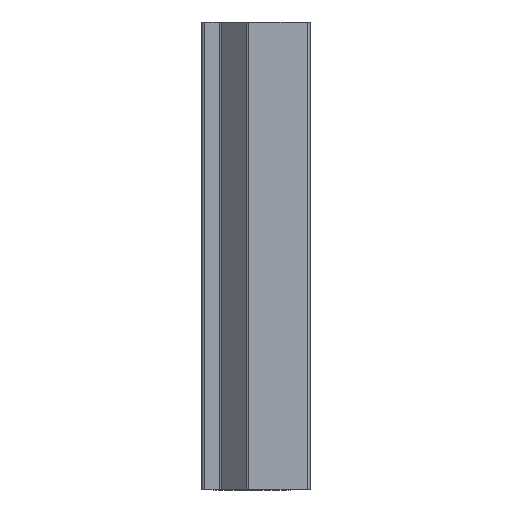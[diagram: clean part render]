
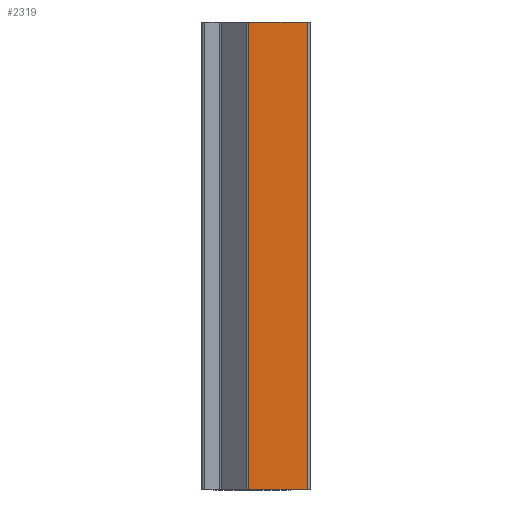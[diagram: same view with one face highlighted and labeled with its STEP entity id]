
A CAD part, left-side view. The second image highlights one B-rep face of the part: STEP entity #2319.
In plain terms, the highlighted planar face has unit normal (-1, 0, 0).
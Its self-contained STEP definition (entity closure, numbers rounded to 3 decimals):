
#226 = CARTESIAN_POINT ( 'NONE',  ( -22.25, 11.384, -86.5 ) ) ;
#231 = LINE ( 'NONE', #1911, #2534 ) ;
#451 = DIRECTION ( 'NONE',  ( 0., 0., 1. ) ) ;
#556 = CARTESIAN_POINT ( 'NONE',  ( -22.25, 0.5, 0. ) ) ;
#576 = CARTESIAN_POINT ( 'NONE',  ( -22.25, 11.384, 0. ) ) ;
#818 = DIRECTION ( 'NONE',  ( 0., 0., -1. ) ) ;
#836 = VECTOR ( 'NONE', #3099, 1000. ) ;
#902 = ORIENTED_EDGE ( 'NONE', *, *, #3268, .F. ) ;
#1031 = EDGE_CURVE ( 'Edge1', #3124, #3815, #4125, .T. ) ;
#1306 = DIRECTION ( 'NONE',  ( -1., 0., 0. ) ) ;
#1483 = EDGE_CURVE ( 'NONE', #2840, #1690, #3187, .T. ) ;
#1565 = FACE_OUTER_BOUND ( 'NONE', #2804, .T. ) ;
#1690 = VERTEX_POINT ( 'NONE', #2330 ) ;
#1775 = CARTESIAN_POINT ( 'NONE',  ( -22.25, 11.384, -86.5 ) ) ;
#1787 = CARTESIAN_POINT ( 'NONE',  ( -22.25, 0.5, -86.5 ) ) ;
#1887 = PLANE ( 'NONE',  #3379 ) ;
#1911 = CARTESIAN_POINT ( 'NONE',  ( -22.25, 11.384, 0. ) ) ;
#2319 = ADVANCED_FACE ( 'NONE', ( #1565 ), #1887, .T. ) ;
#2330 = CARTESIAN_POINT ( 'NONE',  ( -22.25, 11.384, -86.5 ) ) ;
#2534 = VECTOR ( 'NONE', #3542, 1000. ) ;
#2608 = CARTESIAN_POINT ( 'NONE',  ( -22.25, 11.384, -86.5 ) ) ;
#2629 = DIRECTION ( 'NONE',  ( 0., 0., 1. ) ) ;
#2804 = EDGE_LOOP ( 'NONE', ( #3207, #3922, #902, #3067 ) ) ;
#2840 = VERTEX_POINT ( 'NONE', #576 ) ;
#3067 = ORIENTED_EDGE ( 'NONE', *, *, #1483, .T. ) ;
#3099 = DIRECTION ( 'NONE',  ( 0., -1., 0. ) ) ;
#3124 = VERTEX_POINT ( 'NONE', #1787 ) ;
#3151 = CARTESIAN_POINT ( 'NONE',  ( -22.25, 0.5, -86.5 ) ) ;
#3187 = LINE ( 'NONE', #226, #3628 ) ;
#3207 = ORIENTED_EDGE ( 'NONE', *, *, #3692, .T. ) ;
#3268 = EDGE_CURVE ( 'NONE', #2840, #3815, #231, .T. ) ;
#3376 = LINE ( 'NONE', #1775, #836 ) ;
#3379 = AXIS2_PLACEMENT_3D ( 'NONE', #2608, #1306, #2629 ) ;
#3406 = VECTOR ( 'NONE', #451, 1000. ) ;
#3542 = DIRECTION ( 'NONE',  ( 0., -1., 0. ) ) ;
#3628 = VECTOR ( 'NONE', #818, 1000. ) ;
#3692 = EDGE_CURVE ( 'NONE', #1690, #3124, #3376, .T. ) ;
#3815 = VERTEX_POINT ( 'NONE', #556 ) ;
#3922 = ORIENTED_EDGE ( 'NONE', *, *, #1031, .T. ) ;
#4125 = LINE ( 'NONE', #3151, #3406 ) ;
